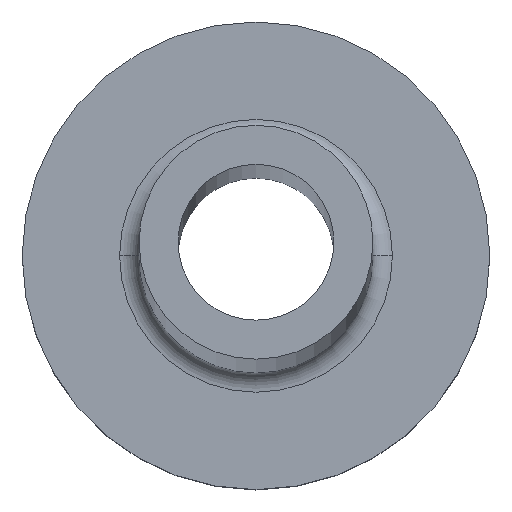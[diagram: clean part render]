
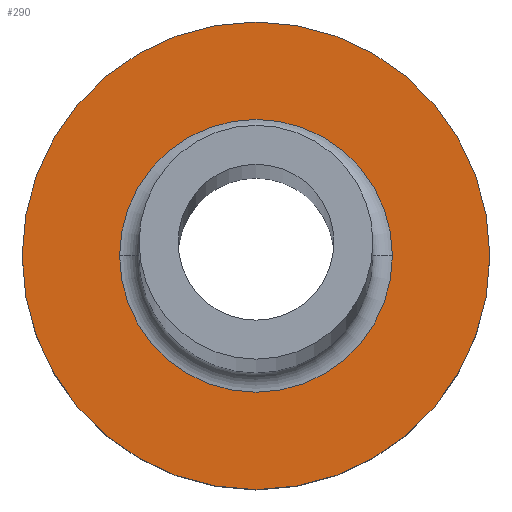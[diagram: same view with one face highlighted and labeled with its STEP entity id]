
A CAD part, top view. The second image highlights one B-rep face of the part: STEP entity #290.
In plain terms, the highlighted planar face has unit normal (0, 0, 1).
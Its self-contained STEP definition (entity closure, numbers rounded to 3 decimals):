
#4 = DIRECTION ( 'NONE',  ( 0., 0., -1. ) ) ;
#5 = ORIENTED_EDGE ( 'NONE', *, *, #77, .T. ) ;
#17 = AXIS2_PLACEMENT_3D ( 'NONE', #134, #222, #340 ) ;
#19 = AXIS2_PLACEMENT_3D ( 'NONE', #230, #4, #286 ) ;
#42 = VERTEX_POINT ( 'NONE', #306 ) ;
#58 = CARTESIAN_POINT ( 'NONE',  ( -6., 0., 5. ) ) ;
#64 = VERTEX_POINT ( 'NONE', #274 ) ;
#77 = EDGE_CURVE ( 'NONE', #269, #64, #268, .T. ) ;
#88 = PLANE ( 'NONE',  #314 ) ;
#89 = FACE_OUTER_BOUND ( 'NONE', #266, .T. ) ;
#115 = CARTESIAN_POINT ( 'NONE',  ( -3.5, 0., 5. ) ) ;
#119 = FACE_BOUND ( 'NONE', #293, .T. ) ;
#121 = CIRCLE ( 'NONE', #19, 3.5 ) ;
#122 = ORIENTED_EDGE ( 'NONE', *, *, #279, .T. ) ;
#134 = CARTESIAN_POINT ( 'NONE',  ( 0., 0., 5. ) ) ;
#135 = CIRCLE ( 'NONE', #276, 3.5 ) ;
#152 = DIRECTION ( 'NONE',  ( 1., 0., 0. ) ) ;
#167 = CIRCLE ( 'NONE', #307, 6. ) ;
#182 = CARTESIAN_POINT ( 'NONE',  ( 0., 0., 5. ) ) ;
#208 = DIRECTION ( 'NONE',  ( 1., 0., 0. ) ) ;
#222 = DIRECTION ( 'NONE',  ( 0., 0., 1. ) ) ;
#230 = CARTESIAN_POINT ( 'NONE',  ( 0., 0., 5. ) ) ;
#235 = DIRECTION ( 'NONE',  ( 0., 0., 1. ) ) ;
#236 = EDGE_CURVE ( 'NONE', #64, #269, #167, .T. ) ;
#240 = VERTEX_POINT ( 'NONE', #115 ) ;
#260 = DIRECTION ( 'NONE',  ( 0., 0., 1. ) ) ;
#266 = EDGE_LOOP ( 'NONE', ( #5, #326 ) ) ;
#268 = CIRCLE ( 'NONE', #17, 6. ) ;
#269 = VERTEX_POINT ( 'NONE', #58 ) ;
#274 = CARTESIAN_POINT ( 'NONE',  ( 6., 0., 5. ) ) ;
#276 = AXIS2_PLACEMENT_3D ( 'NONE', #182, #291, #152 ) ;
#279 = EDGE_CURVE ( 'NONE', #240, #42, #121, .T. ) ;
#286 = DIRECTION ( 'NONE',  ( 1., 0., 0. ) ) ;
#290 = ADVANCED_FACE ( 'NONE', ( #119, #89 ), #88, .T. ) ;
#291 = DIRECTION ( 'NONE',  ( 0., 0., -1. ) ) ;
#293 = EDGE_LOOP ( 'NONE', ( #296, #122 ) ) ;
#296 = ORIENTED_EDGE ( 'NONE', *, *, #328, .T. ) ;
#306 = CARTESIAN_POINT ( 'NONE',  ( 3.5, 0., 5. ) ) ;
#307 = AXIS2_PLACEMENT_3D ( 'NONE', #352, #235, #319 ) ;
#314 = AXIS2_PLACEMENT_3D ( 'NONE', #354, #260, #208 ) ;
#319 = DIRECTION ( 'NONE',  ( 1., 0., 0. ) ) ;
#326 = ORIENTED_EDGE ( 'NONE', *, *, #236, .T. ) ;
#328 = EDGE_CURVE ( 'NONE', #42, #240, #135, .T. ) ;
#340 = DIRECTION ( 'NONE',  ( 1., 0., 0. ) ) ;
#352 = CARTESIAN_POINT ( 'NONE',  ( 0., 0., 5. ) ) ;
#354 = CARTESIAN_POINT ( 'NONE',  ( 0., 0., 5. ) ) ;
